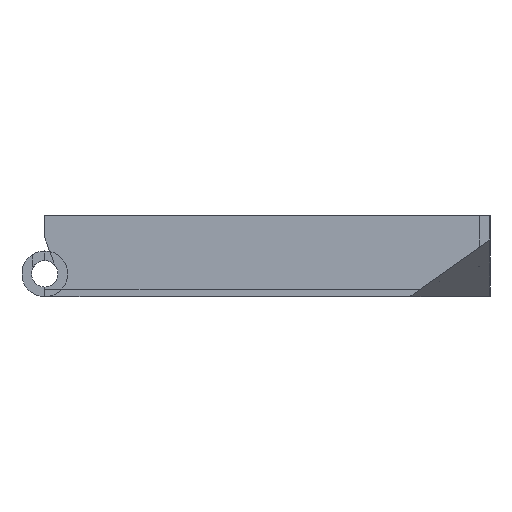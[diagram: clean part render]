
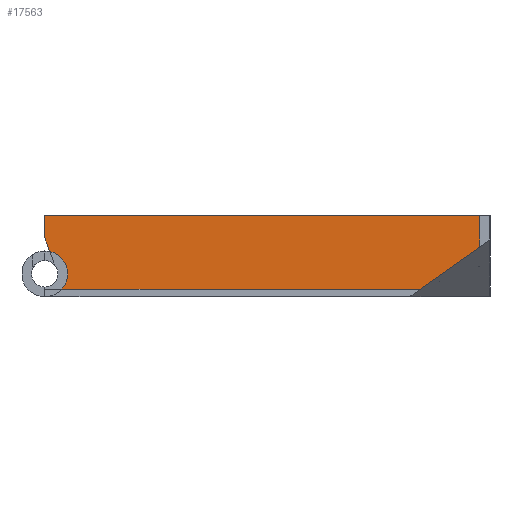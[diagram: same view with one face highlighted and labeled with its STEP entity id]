
A CAD part, left-side view. The second image highlights one B-rep face of the part: STEP entity #17563.
In plain terms, the highlighted planar face has unit normal (-1, 0, 0).
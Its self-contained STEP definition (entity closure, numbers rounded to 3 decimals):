
#6840 = VERTEX_POINT('',#6841);
#6841 = CARTESIAN_POINT('',(0.,2.,16.));
#11147 = EDGE_CURVE('',#6840,#11148,#11150,.T.);
#11148 = VERTEX_POINT('',#11149);
#11149 = CARTESIAN_POINT('',(0.,87.5,16.));
#11150 = LINE('',#11151,#11152);
#11151 = CARTESIAN_POINT('',(0.,0.,16.));
#11152 = VECTOR('',#11153,1.);
#11153 = DIRECTION('',(0.,1.,0.));
#12689 = VERTEX_POINT('',#12690);
#12690 = CARTESIAN_POINT('',(0.,2.,9.728));
#12696 = EDGE_CURVE('',#12689,#6840,#12697,.T.);
#12697 = LINE('',#12698,#12699);
#12698 = CARTESIAN_POINT('',(0.,2.,0.));
#12699 = VECTOR('',#12700,1.);
#12700 = DIRECTION('',(0.,0.,1.));
#17495 = VERTEX_POINT('',#17496);
#17496 = CARTESIAN_POINT('',(0.,13.636,1.5));
#17502 = EDGE_CURVE('',#17495,#12689,#17503,.T.);
#17503 = LINE('',#17504,#17505);
#17504 = CARTESIAN_POINT('',(0.,-0.707,
    11.642));
#17505 = VECTOR('',#17506,1.);
#17506 = DIRECTION('',(0.,-0.816,0.577));
#17563 = ADVANCED_FACE('',(#17564),#17671,.F.);
#17564 = FACE_BOUND('',#17565,.F.);
#17565 = EDGE_LOOP('',(#17566,#17567,#17568,#17576,#17584,#17592,#17600,
    #17608,#17616,#17624,#17632,#17640,#17648,#17656,#17664,#17670));
#17566 = ORIENTED_EDGE('',*,*,#12696,.F.);
#17567 = ORIENTED_EDGE('',*,*,#17502,.F.);
#17568 = ORIENTED_EDGE('',*,*,#17569,.T.);
#17569 = EDGE_CURVE('',#17495,#17570,#17572,.T.);
#17570 = VERTEX_POINT('',#17571);
#17571 = CARTESIAN_POINT('',(0.,84.148,1.5));
#17572 = LINE('',#17573,#17574);
#17573 = CARTESIAN_POINT('',(0.,0.,1.5));
#17574 = VECTOR('',#17575,1.);
#17575 = DIRECTION('',(0.,1.,0.));
#17576 = ORIENTED_EDGE('',*,*,#17577,.F.);
#17577 = EDGE_CURVE('',#17578,#17570,#17580,.T.);
#17578 = VERTEX_POINT('',#17579);
#17579 = CARTESIAN_POINT('',(0.,83.603,2.25));
#17580 = LINE('',#17581,#17582);
#17581 = CARTESIAN_POINT('',(0.,83.603,2.25));
#17582 = VECTOR('',#17583,1.);
#17583 = DIRECTION('',(0.,0.588,
    -0.809));
#17584 = ORIENTED_EDGE('',*,*,#17585,.F.);
#17585 = EDGE_CURVE('',#17586,#17578,#17588,.T.);
#17586 = VERTEX_POINT('',#17587);
#17587 = CARTESIAN_POINT('',(0.,83.22,
    3.109));
#17588 = LINE('',#17589,#17590);
#17589 = CARTESIAN_POINT('',(0.,83.22,
    3.109));
#17590 = VECTOR('',#17591,1.);
#17591 = DIRECTION('',(0.,0.407,
    -0.914));
#17592 = ORIENTED_EDGE('',*,*,#17593,.F.);
#17593 = EDGE_CURVE('',#17594,#17586,#17596,.T.);
#17594 = VERTEX_POINT('',#17595);
#17595 = CARTESIAN_POINT('',(0.,83.025,
    4.03));
#17596 = LINE('',#17597,#17598);
#17597 = CARTESIAN_POINT('',(0.,83.025,
    4.03));
#17598 = VECTOR('',#17599,1.);
#17599 = DIRECTION('',(0.,0.208,
    -0.978));
#17600 = ORIENTED_EDGE('',*,*,#17601,.F.);
#17601 = EDGE_CURVE('',#17602,#17594,#17604,.T.);
#17602 = VERTEX_POINT('',#17603);
#17603 = CARTESIAN_POINT('',(0.,83.025,
    4.97));
#17604 = LINE('',#17605,#17606);
#17605 = CARTESIAN_POINT('',(0.,83.025,
    4.97));
#17606 = VECTOR('',#17607,1.);
#17607 = DIRECTION('',(0.,0.,-1.));
#17608 = ORIENTED_EDGE('',*,*,#17609,.F.);
#17609 = EDGE_CURVE('',#17610,#17602,#17612,.T.);
#17610 = VERTEX_POINT('',#17611);
#17611 = CARTESIAN_POINT('',(0.,83.22,
    5.891));
#17612 = LINE('',#17613,#17614);
#17613 = CARTESIAN_POINT('',(0.,83.22,
    5.891));
#17614 = VECTOR('',#17615,1.);
#17615 = DIRECTION('',(0.,-0.208,
    -0.978));
#17616 = ORIENTED_EDGE('',*,*,#17617,.F.);
#17617 = EDGE_CURVE('',#17618,#17610,#17620,.T.);
#17618 = VERTEX_POINT('',#17619);
#17619 = CARTESIAN_POINT('',(0.,83.603,6.75));
#17620 = LINE('',#17621,#17622);
#17621 = CARTESIAN_POINT('',(0.,83.603,6.75));
#17622 = VECTOR('',#17623,1.);
#17623 = DIRECTION('',(0.,-0.407,
    -0.914));
#17624 = ORIENTED_EDGE('',*,*,#17625,.F.);
#17625 = EDGE_CURVE('',#17626,#17618,#17628,.T.);
#17626 = VERTEX_POINT('',#17627);
#17627 = CARTESIAN_POINT('',(0.,84.156,
    7.511));
#17628 = LINE('',#17629,#17630);
#17629 = CARTESIAN_POINT('',(0.,84.156,
    7.511));
#17630 = VECTOR('',#17631,1.);
#17631 = DIRECTION('',(0.,-0.588,
    -0.809));
#17632 = ORIENTED_EDGE('',*,*,#17633,.F.);
#17633 = EDGE_CURVE('',#17634,#17626,#17636,.T.);
#17634 = VERTEX_POINT('',#17635);
#17635 = CARTESIAN_POINT('',(0.,84.855,
    8.141));
#17636 = LINE('',#17637,#17638);
#17637 = CARTESIAN_POINT('',(0.,84.855,
    8.141));
#17638 = VECTOR('',#17639,1.);
#17639 = DIRECTION('',(0.,-0.743,
    -0.669));
#17640 = ORIENTED_EDGE('',*,*,#17641,.F.);
#17641 = EDGE_CURVE('',#17642,#17634,#17644,.T.);
#17642 = VERTEX_POINT('',#17643);
#17643 = CARTESIAN_POINT('',(0.,85.67,
    8.611));
#17644 = LINE('',#17645,#17646);
#17645 = CARTESIAN_POINT('',(0.,85.67,
    8.611));
#17646 = VECTOR('',#17647,1.);
#17647 = DIRECTION('',(0.,-0.866,-0.5));
#17648 = ORIENTED_EDGE('',*,*,#17649,.F.);
#17649 = EDGE_CURVE('',#17650,#17642,#17652,.T.);
#17650 = VERTEX_POINT('',#17651);
#17651 = CARTESIAN_POINT('',(0.,86.522,
    8.888));
#17652 = LINE('',#17653,#17654);
#17653 = CARTESIAN_POINT('',(0.,86.564,
    8.902));
#17654 = VECTOR('',#17655,1.);
#17655 = DIRECTION('',(0.,-0.951,
    -0.309));
#17656 = ORIENTED_EDGE('',*,*,#17657,.F.);
#17657 = EDGE_CURVE('',#17658,#17650,#17660,.T.);
#17658 = VERTEX_POINT('',#17659);
#17659 = CARTESIAN_POINT('',(0.,87.5,11.575));
#17660 = LINE('',#17661,#17662);
#17661 = CARTESIAN_POINT('',(0.,79.273,
    -11.029));
#17662 = VECTOR('',#17663,1.);
#17663 = DIRECTION('',(0.,-0.342,-0.94));
#17664 = ORIENTED_EDGE('',*,*,#17665,.T.);
#17665 = EDGE_CURVE('',#17658,#11148,#17666,.T.);
#17666 = LINE('',#17667,#17668);
#17667 = CARTESIAN_POINT('',(0.,87.5,0.));
#17668 = VECTOR('',#17669,1.);
#17669 = DIRECTION('',(0.,0.,1.));
#17670 = ORIENTED_EDGE('',*,*,#11147,.F.);
#17671 = PLANE('',#17672);
#17672 = AXIS2_PLACEMENT_3D('',#17673,#17674,#17675);
#17673 = CARTESIAN_POINT('',(0.,0.,0.));
#17674 = DIRECTION('',(1.,0.,0.));
#17675 = DIRECTION('',(0.,0.,1.));
